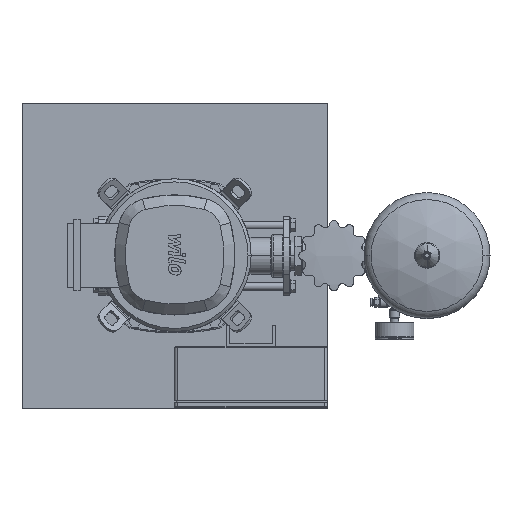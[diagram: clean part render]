
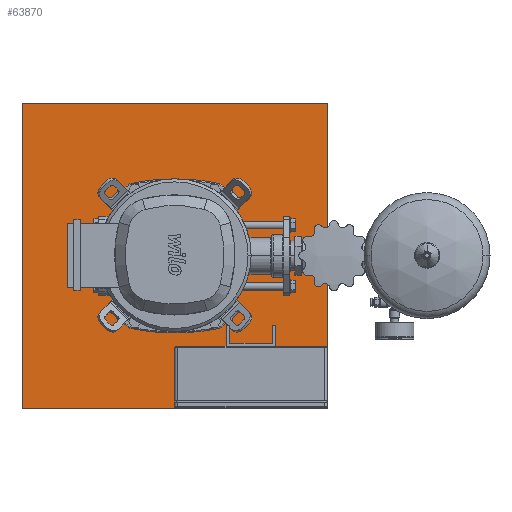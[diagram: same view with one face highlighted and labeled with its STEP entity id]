
A CAD part, top view. The second image highlights one B-rep face of the part: STEP entity #63870.
In plain terms, the highlighted planar face has unit normal (0, 0, 1).
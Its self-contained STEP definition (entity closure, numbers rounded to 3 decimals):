
#63831=CARTESIAN_POINT('',(-250.0,0.0,125.0));
#63832=DIRECTION('',(0.0,0.0,1.0));
#63833=DIRECTION('',(0.0,-1.0,0.0));
#63834=AXIS2_PLACEMENT_3D('',#63831,#63832,#63833);
#63835=PLANE('',#63834);
#63836=CARTESIAN_POINT('',(250.0,-250.0,125.));
#63837=VERTEX_POINT('',#63836);
#63838=CARTESIAN_POINT('',(250.0,250.0,125.));
#63839=VERTEX_POINT('',#63838);
#63840=CARTESIAN_POINT('',(250.0,-250.0,125.));
#63841=DIRECTION('',(0.0,1.0,0.0));
#63842=VECTOR('',#63841,500.0);
#63843=LINE('',#63840,#63842);
#63844=EDGE_CURVE('',#63837,#63839,#63843,.T.);
#63845=ORIENTED_EDGE('',*,*,#63844,.T.);
#63846=CARTESIAN_POINT('',(-250.0,250.0,125.));
#63847=VERTEX_POINT('',#63846);
#63848=CARTESIAN_POINT('',(-250.0,250.0,125.));
#63849=DIRECTION('',(1.0,0.0,0.0));
#63850=VECTOR('',#63849,500.0);
#63851=LINE('',#63848,#63850);
#63852=EDGE_CURVE('',#63847,#63839,#63851,.T.);
#63853=ORIENTED_EDGE('',*,*,#63852,.F.);
#63854=CARTESIAN_POINT('',(-250.0,-250.0,125.));
#63855=VERTEX_POINT('',#63854);
#63856=CARTESIAN_POINT('',(-250.0,250.0,125.));
#63857=DIRECTION('',(0.0,-1.0,0.0));
#63858=VECTOR('',#63857,500.0);
#63859=LINE('',#63856,#63858);
#63860=EDGE_CURVE('',#63847,#63855,#63859,.T.);
#63861=ORIENTED_EDGE('',*,*,#63860,.T.);
#63862=CARTESIAN_POINT('',(-250.0,-250.0,125.));
#63863=DIRECTION('',(1.0,0.0,0.0));
#63864=VECTOR('',#63863,500.0);
#63865=LINE('',#63862,#63864);
#63866=EDGE_CURVE('',#63855,#63837,#63865,.T.);
#63867=ORIENTED_EDGE('',*,*,#63866,.T.);
#63868=EDGE_LOOP('',(#63845,#63853,#63861,#63867));
#63869=FACE_OUTER_BOUND('',#63868,.T.);
#63870=ADVANCED_FACE('',(#63869),#63835,.T.);
